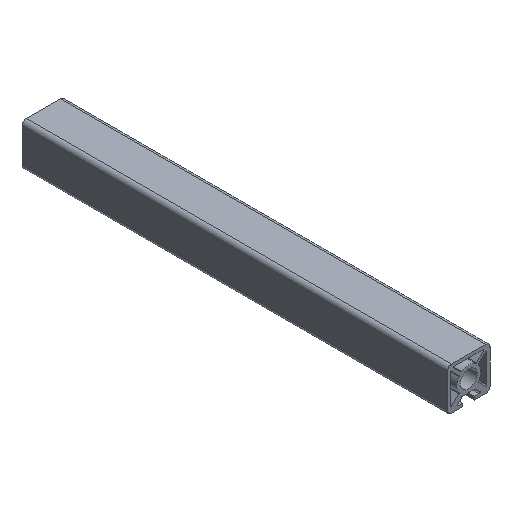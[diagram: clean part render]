
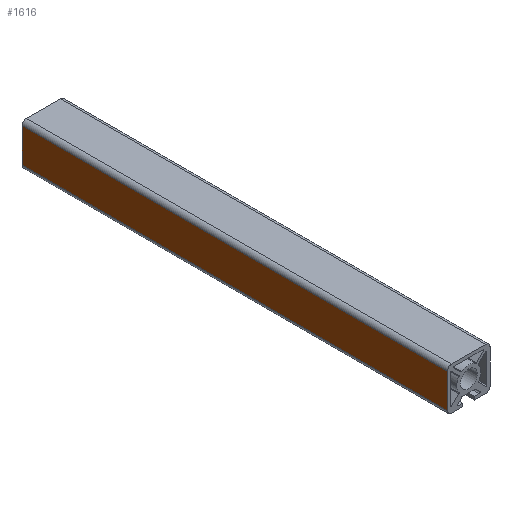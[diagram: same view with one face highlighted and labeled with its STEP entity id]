
A CAD part, isometric view. The second image highlights one B-rep face of the part: STEP entity #1616.
In plain terms, the highlighted face is planar.
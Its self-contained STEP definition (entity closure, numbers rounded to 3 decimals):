
#10 = VECTOR ( 'NONE', #664, 1000. ) ;
#24 = VECTOR ( 'NONE', #639, 1000. ) ;
#59 = VECTOR ( 'NONE', #703, 1000. ) ;
#87 = VECTOR ( 'NONE', #736, 1000. ) ;
#261 = AXIS2_PLACEMENT_3D ( 'NONE', #424, #418, #419 ) ;
#417 = PLANE ( 'NONE',  #261 ) ;
#418 = DIRECTION ( 'NONE',  ( 1., 0., 0. ) ) ;
#419 = DIRECTION ( 'NONE',  ( 0., 1., 0. ) ) ;
#423 = FACE_OUTER_BOUND ( 'NONE', #975, .T. ) ;
#424 = CARTESIAN_POINT ( 'NONE',  ( 15., -12., -300. ) ) ;
#639 = DIRECTION ( 'NONE',  ( 0., 1., 0. ) ) ;
#646 = LINE ( 'NONE', #662, #10 ) ;
#662 = CARTESIAN_POINT ( 'NONE',  ( 15., 12., -300. ) ) ;
#664 = DIRECTION ( 'NONE',  ( 0., 0., 1. ) ) ;
#700 = LINE ( 'NONE', #701, #59 ) ;
#701 = CARTESIAN_POINT ( 'NONE',  ( 15., -12., -300. ) ) ;
#703 = DIRECTION ( 'NONE',  ( 0., 0., 1. ) ) ;
#733 = LINE ( 'NONE', #734, #87 ) ;
#734 = CARTESIAN_POINT ( 'NONE',  ( 15., -12., 0. ) ) ;
#736 = DIRECTION ( 'NONE',  ( 0., 1., 0. ) ) ;
#757 = CARTESIAN_POINT ( 'NONE',  ( 15., 12., 0. ) ) ;
#780 = CARTESIAN_POINT ( 'NONE',  ( 15., -12., 0. ) ) ;
#804 = CARTESIAN_POINT ( 'NONE',  ( 15., 12., -300. ) ) ;
#809 = CARTESIAN_POINT ( 'NONE',  ( 15., -12., -300. ) ) ;
#848 = LINE ( 'NONE', #854, #24 ) ;
#854 = CARTESIAN_POINT ( 'NONE',  ( 15., -12., -300. ) ) ;
#873 = VERTEX_POINT ( 'NONE', #757 ) ;
#896 = VERTEX_POINT ( 'NONE', #780 ) ;
#921 = VERTEX_POINT ( 'NONE', #804 ) ;
#930 = VERTEX_POINT ( 'NONE', #809 ) ;
#975 = EDGE_LOOP ( 'NONE', ( #1088, #1064, #1055, #1065 ) ) ;
#1055 = ORIENTED_EDGE ( 'NONE', *, *, #1408, .T. ) ;
#1064 = ORIENTED_EDGE ( 'NONE', *, *, #1435, .F. ) ;
#1065 = ORIENTED_EDGE ( 'NONE', *, *, #1417, .T. ) ;
#1088 = ORIENTED_EDGE ( 'NONE', *, *, #1442, .F. ) ;
#1408 = EDGE_CURVE ( 'NONE', #930, #921, #848, .T. ) ;
#1417 = EDGE_CURVE ( 'NONE', #921, #873, #646, .T. ) ;
#1435 = EDGE_CURVE ( 'NONE', #930, #896, #700, .T. ) ;
#1442 = EDGE_CURVE ( 'NONE', #896, #873, #733, .T. ) ;
#1616 = ADVANCED_FACE ( 'PLANAR_2', ( #423 ), #417, .T. ) ;
